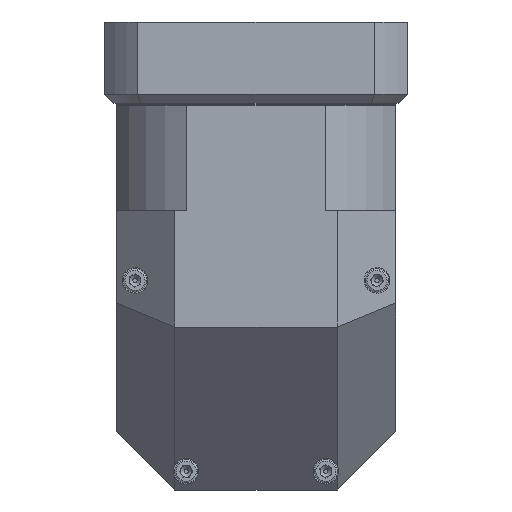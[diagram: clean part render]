
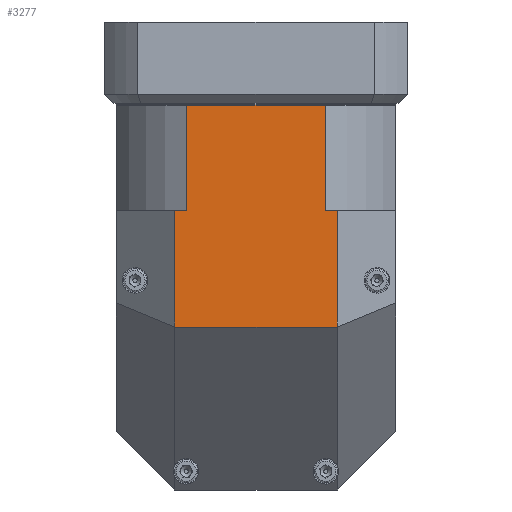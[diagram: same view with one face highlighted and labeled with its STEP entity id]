
A CAD part, front view. The second image highlights one B-rep face of the part: STEP entity #3277.
In plain terms, the highlighted planar face has unit normal (0, -1, 0).
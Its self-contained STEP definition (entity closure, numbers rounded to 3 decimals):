
#3206=CARTESIAN_POINT('',(-60.0,-60.0,105.5));
#3207=DIRECTION('',(0.0,-1.0,0.0));
#3208=DIRECTION('',(0.0,0.0,-1.0));
#3209=AXIS2_PLACEMENT_3D('',#3206,#3207,#3208);
#3210=PLANE('',#3209);
#3211=CARTESIAN_POINT('',(29.816,-60.0,60.));
#3212=VERTEX_POINT('',#3211);
#3213=CARTESIAN_POINT('',(29.816,-60.0,105.2));
#3214=VERTEX_POINT('',#3213);
#3215=CARTESIAN_POINT('',(29.816,-60.0,60.));
#3216=DIRECTION('',(0.0,0.0,1.0));
#3217=VECTOR('',#3216,45.2);
#3218=LINE('',#3215,#3217);
#3219=EDGE_CURVE('',#3212,#3214,#3218,.T.);
#3220=ORIENTED_EDGE('',*,*,#3219,.T.);
#3221=CARTESIAN_POINT('',(-29.816,-60.0,105.2));
#3222=VERTEX_POINT('',#3221);
#3223=CARTESIAN_POINT('',(29.816,-60.0,105.2));
#3224=DIRECTION('',(-1.0,0.0,0.0));
#3225=VECTOR('',#3224,59.632);
#3226=LINE('',#3223,#3225);
#3227=EDGE_CURVE('',#3214,#3222,#3226,.T.);
#3228=ORIENTED_EDGE('',*,*,#3227,.T.);
#3229=CARTESIAN_POINT('',(-29.816,-60.0,60.));
#3230=VERTEX_POINT('',#3229);
#3231=CARTESIAN_POINT('',(-29.816,-60.0,60.));
#3232=DIRECTION('',(0.0,0.0,1.0));
#3233=VECTOR('',#3232,45.2);
#3234=LINE('',#3231,#3233);
#3235=EDGE_CURVE('',#3230,#3222,#3234,.T.);
#3236=ORIENTED_EDGE('',*,*,#3235,.F.);
#3237=CARTESIAN_POINT('',(-35.,-60.0,60.));
#3238=VERTEX_POINT('',#3237);
#3239=CARTESIAN_POINT('',(-29.816,-60.0,60.));
#3240=DIRECTION('',(-1.0,0.0,0.0));
#3241=VECTOR('',#3240,5.184);
#3242=LINE('',#3239,#3241);
#3243=EDGE_CURVE('',#3230,#3238,#3242,.T.);
#3244=ORIENTED_EDGE('',*,*,#3243,.T.);
#3245=CARTESIAN_POINT('',(-35.0,-60.0,10.));
#3246=VERTEX_POINT('',#3245);
#3247=CARTESIAN_POINT('',(-35.0,-60.0,60.));
#3248=DIRECTION('',(0.0,0.0,-1.0));
#3249=VECTOR('',#3248,50.);
#3250=LINE('',#3247,#3249);
#3251=EDGE_CURVE('',#3238,#3246,#3250,.T.);
#3252=ORIENTED_EDGE('',*,*,#3251,.T.);
#3253=CARTESIAN_POINT('',(35.,-60.0,10.));
#3254=VERTEX_POINT('',#3253);
#3255=CARTESIAN_POINT('',(-35.0,-60.0,10.));
#3256=DIRECTION('',(1.0,0.0,0.0));
#3257=VECTOR('',#3256,70.);
#3258=LINE('',#3255,#3257);
#3259=EDGE_CURVE('',#3246,#3254,#3258,.T.);
#3260=ORIENTED_EDGE('',*,*,#3259,.T.);
#3261=CARTESIAN_POINT('',(35.,-60.0,60.));
#3262=VERTEX_POINT('',#3261);
#3263=CARTESIAN_POINT('',(35.,-60.0,10.));
#3264=DIRECTION('',(0.0,0.0,1.0));
#3265=VECTOR('',#3264,50.);
#3266=LINE('',#3263,#3265);
#3267=EDGE_CURVE('',#3254,#3262,#3266,.T.);
#3268=ORIENTED_EDGE('',*,*,#3267,.T.);
#3269=CARTESIAN_POINT('',(35.,-60.0,60.));
#3270=DIRECTION('',(-1.0,0.0,0.0));
#3271=VECTOR('',#3270,5.184);
#3272=LINE('',#3269,#3271);
#3273=EDGE_CURVE('',#3262,#3212,#3272,.T.);
#3274=ORIENTED_EDGE('',*,*,#3273,.T.);
#3275=EDGE_LOOP('',(#3220,#3228,#3236,#3244,#3252,#3260,#3268,#3274));
#3276=FACE_OUTER_BOUND('',#3275,.T.);
#3277=ADVANCED_FACE('',(#3276),#3210,.T.);
